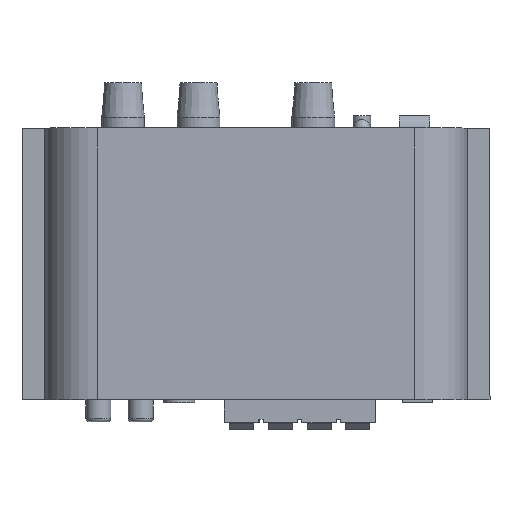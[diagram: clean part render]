
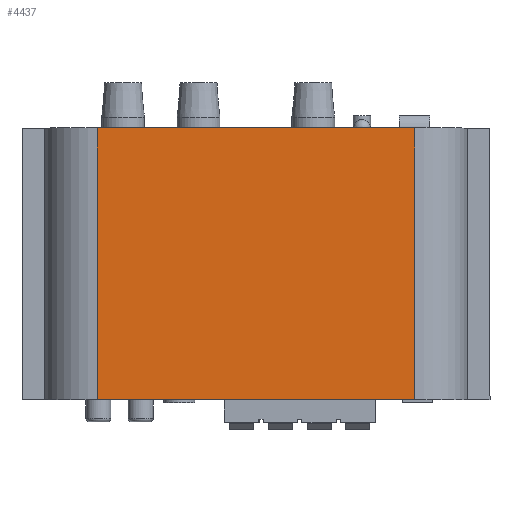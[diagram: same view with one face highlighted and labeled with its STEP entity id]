
A CAD part, top view. The second image highlights one B-rep face of the part: STEP entity #4437.
In plain terms, the highlighted planar face has unit normal (0, 0, 1).
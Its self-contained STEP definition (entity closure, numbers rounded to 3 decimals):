
#283=FACE_OUTER_BOUND('',#569,.T.);
#569=EDGE_LOOP('',(#3201,#3202,#3203,#3204));
#881=LINE('',#6556,#1420);
#894=LINE('',#6623,#1433);
#896=LINE('',#6628,#1435);
#898=LINE('',#6631,#1437);
#1420=VECTOR('',#5286,10.);
#1433=VECTOR('',#5363,10.);
#1435=VECTOR('',#5369,10.);
#1437=VECTOR('',#5373,10.);
#1939=VERTEX_POINT('',#6552);
#1941=VERTEX_POINT('',#6555);
#1961=VERTEX_POINT('',#6617);
#1963=VERTEX_POINT('',#6621);
#2396=EDGE_CURVE('',#1941,#1939,#881,.T.);
#2427=EDGE_CURVE('',#1961,#1963,#894,.T.);
#2430=EDGE_CURVE('',#1961,#1939,#896,.T.);
#2432=EDGE_CURVE('',#1941,#1963,#898,.T.);
#3201=ORIENTED_EDGE('',*,*,#2430,.F.);
#3202=ORIENTED_EDGE('',*,*,#2427,.T.);
#3203=ORIENTED_EDGE('',*,*,#2432,.F.);
#3204=ORIENTED_EDGE('',*,*,#2396,.T.);
#4195=PLANE('',#4791);
#4437=ADVANCED_FACE('',(#283),#4195,.T.);
#4791=AXIS2_PLACEMENT_3D('',#6632,#5374,#5375);
#5286=DIRECTION('',(0.,-1.,0.));
#5363=DIRECTION('',(0.,1.,0.));
#5369=DIRECTION('',(-1.,0.,0.));
#5373=DIRECTION('',(1.,0.,0.));
#5374=DIRECTION('center_axis',(0.,0.,1.));
#5375=DIRECTION('ref_axis',(0.,-1.,0.));
#6552=CARTESIAN_POINT('',(-240.,25.,40.));
#6555=CARTESIAN_POINT('',(-240.,130.,40.));
#6556=CARTESIAN_POINT('',(-240.,42.5,40.));
#6617=CARTESIAN_POINT('',(-150.,25.,40.));
#6621=CARTESIAN_POINT('',(-150.,130.,40.));
#6623=CARTESIAN_POINT('',(-150.,42.5,40.));
#6628=CARTESIAN_POINT('',(-195.,25.,40.));
#6631=CARTESIAN_POINT('',(-195.,130.,40.));
#6632=CARTESIAN_POINT('Origin',(-195.,42.5,40.));
